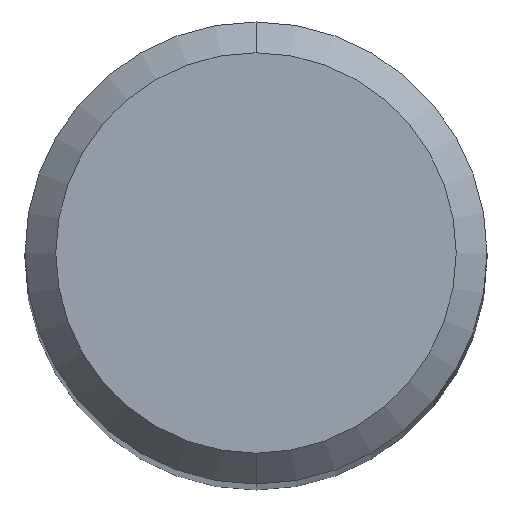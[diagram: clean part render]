
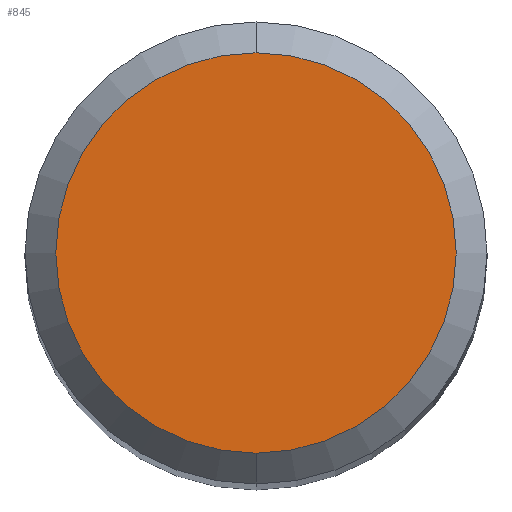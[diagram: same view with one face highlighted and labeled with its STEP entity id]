
A CAD part, top view. The second image highlights one B-rep face of the part: STEP entity #845.
In plain terms, the highlighted planar face has unit normal (0, 0, 1).
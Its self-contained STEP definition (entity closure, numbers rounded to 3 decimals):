
#555=EDGE_CURVE('',#1021,#1191,#1457,.T.);
#845=ADVANCED_FACE('',(#1771),#1772,.T.);
#1021=VERTEX_POINT('',#1964);
#1075=EDGE_CURVE('',#1191,#1021,#2019,.T.);
#1191=VERTEX_POINT('',#2144);
#1457=CIRCLE('',#3452,2.6);
#1771=FACE_OUTER_BOUND('',#5050,.T.);
#1772=PLANE('',#5051);
#1964=CARTESIAN_POINT('',(0.,-2.6,0.0));
#2019=CIRCLE('',#7622,2.6);
#2144=CARTESIAN_POINT('',(0.0,2.6,0.0));
#3452=AXIS2_PLACEMENT_3D('',#10434,#10435,#10436);
#5050=EDGE_LOOP('',(#10774,#10775));
#5051=AXIS2_PLACEMENT_3D('',#10776,#10777,#10778);
#7622=AXIS2_PLACEMENT_3D('',#10994,#10995,#10996);
#10434=CARTESIAN_POINT('',(0.0,0.0,0.0));
#10435=DIRECTION('',(0.0,0.0,-1.0));
#10436=DIRECTION('',(0.0,1.0,0.0));
#10774=ORIENTED_EDGE('',*,*,#1075,.F.);
#10775=ORIENTED_EDGE('',*,*,#555,.F.);
#10776=CARTESIAN_POINT('',(0.0,1.3,0.0));
#10777=DIRECTION('',(-0.0,0.0,1.0));
#10778=DIRECTION('',(0.0,-1.0,0.0));
#10994=CARTESIAN_POINT('',(0.0,0.0,0.0));
#10995=DIRECTION('',(0.0,0.0,-1.0));
#10996=DIRECTION('',(0.0,1.0,0.0));
